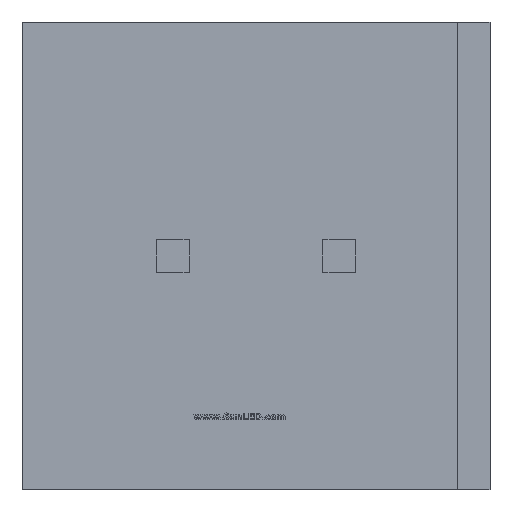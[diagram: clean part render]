
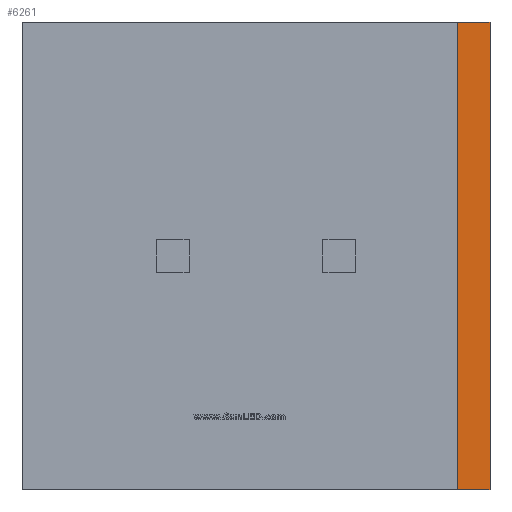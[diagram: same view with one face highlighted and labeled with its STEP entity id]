
A CAD part, front view. The second image highlights one B-rep face of the part: STEP entity #6261.
In plain terms, the highlighted planar face has unit normal (0, -1, 0).
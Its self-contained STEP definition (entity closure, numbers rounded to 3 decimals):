
#86 = EDGE_LOOP ( 'NONE', ( #2667, #2669, #2668, #2670 ) ) ;
#1155 = EDGE_CURVE ( 'NONE', #11774, #11790, #2878, .T. ) ;
#1158 = EDGE_CURVE ( 'NONE', #11786, #11789, #2887, .T. ) ;
#1159 = EDGE_CURVE ( 'NONE', #11789, #11790, #2890, .T. ) ;
#1160 = EDGE_CURVE ( 'NONE', #11786, #11774, #2893, .T. ) ;
#2667 = ORIENTED_EDGE ( 'NONE', *, *, #1159, .F. ) ;
#2668 = ORIENTED_EDGE ( 'NONE', *, *, #1160, .T. ) ;
#2669 = ORIENTED_EDGE ( 'NONE', *, *, #1158, .F. ) ;
#2670 = ORIENTED_EDGE ( 'NONE', *, *, #1155, .T. ) ;
#2878 = LINE ( 'NONE', #2879, #4912 ) ;
#2879 = CARTESIAN_POINT ( 'NONE',  ( 3.07, -5.24, 3.57 ) ) ;
#2880 = DIRECTION ( 'NONE',  ( 0., 0., -1. ) ) ;
#2887 = LINE ( 'NONE', #2888, #4922 ) ;
#2888 = CARTESIAN_POINT ( 'NONE',  ( 3.57, -5.24, 3.57 ) ) ;
#2889 = DIRECTION ( 'NONE',  ( 0., 0., -1. ) ) ;
#2890 = LINE ( 'NONE', #2891, #4914 ) ;
#2891 = CARTESIAN_POINT ( 'NONE',  ( -0.915, -5.24, -3.57 ) ) ;
#2892 = DIRECTION ( 'NONE',  ( -1., 0., 0. ) ) ;
#2893 = LINE ( 'NONE', #2894, #4921 ) ;
#2894 = CARTESIAN_POINT ( 'NONE',  ( -0.915, -5.24, 3.57 ) ) ;
#2895 = DIRECTION ( 'NONE',  ( -1., 0., 0. ) ) ;
#3548 = CARTESIAN_POINT ( 'NONE',  ( 3.07, -5.24, 3.57 ) ) ;
#3560 = CARTESIAN_POINT ( 'NONE',  ( 3.57, -5.24, 3.57 ) ) ;
#3563 = CARTESIAN_POINT ( 'NONE',  ( 3.57, -5.24, -3.57 ) ) ;
#3564 = CARTESIAN_POINT ( 'NONE',  ( 3.07, -5.24, -3.57 ) ) ;
#4912 = VECTOR ( 'NONE', #2880, 1000. ) ;
#4914 = VECTOR ( 'NONE', #2892, 1000. ) ;
#4921 = VECTOR ( 'NONE', #2895, 1000. ) ;
#4922 = VECTOR ( 'NONE', #2889, 1000. ) ;
#6261 = ADVANCED_FACE ( 'NONE', ( #10026 ), #8071, .T. ) ;
#8071 = PLANE ( 'NONE',  #10032 ) ;
#8072 = CARTESIAN_POINT ( 'NONE',  ( -0.915, -5.24, 3.57 ) ) ;
#8073 = DIRECTION ( 'NONE',  ( 0., -1., 0. ) ) ;
#8074 = DIRECTION ( 'NONE',  ( 0., 0., -1. ) ) ;
#10026 = FACE_OUTER_BOUND ( 'NONE', #86, .T. ) ;
#10032 = AXIS2_PLACEMENT_3D ( 'NONE', #8072, #8073, #8074 ) ;
#11774 = VERTEX_POINT ( 'NONE', #3548 ) ;
#11786 = VERTEX_POINT ( 'NONE', #3560 ) ;
#11789 = VERTEX_POINT ( 'NONE', #3563 ) ;
#11790 = VERTEX_POINT ( 'NONE', #3564 ) ;
